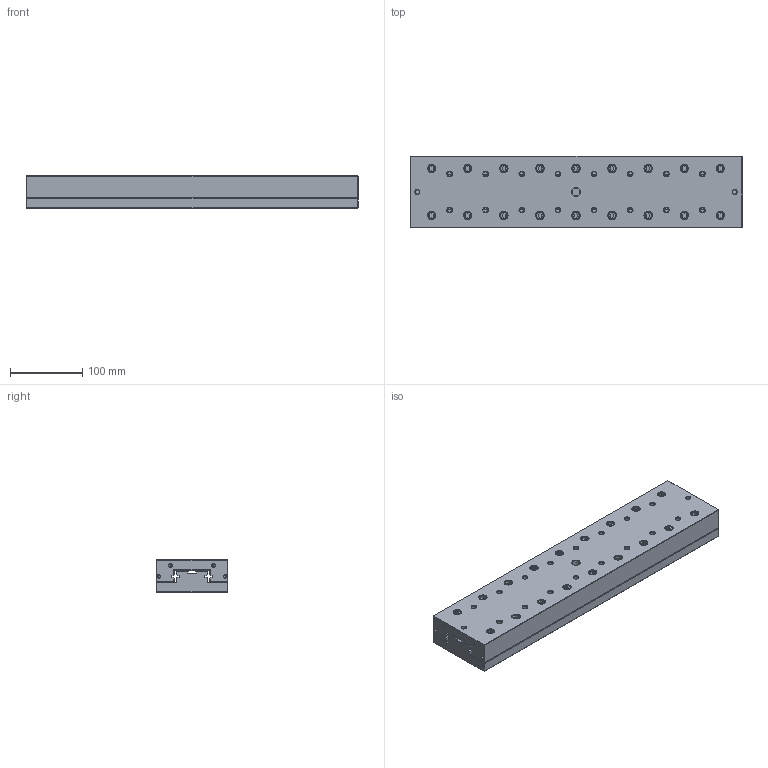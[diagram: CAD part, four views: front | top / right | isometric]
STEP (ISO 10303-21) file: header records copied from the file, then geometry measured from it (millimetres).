
FILE_DESCRIPTION(/* description */ (''),/* implementation_level */ '2;1');
FILE_NAME(/* name */ 'RT-6450_A.stp',/* time_stamp */ '2012-06-06T13:10:13+02:00',/* author */ (''),/* organization */ (''),/* preprocessor_version */ 'ST-DEVELOPER v11',/* originating_system */ 'SIEMENS PLM Software NX 7.5',/* authorisation */ '');
FILE_SCHEMA (('AUTOMOTIVE_DESIGN { 1 0 10303 214 1 1 1 1 }'));
Length unit declared in the file: millimetre
Products named in the file (1): 015399_A
Bounding box: 460 x 99.5 x 45 mm (x, y, z)
Volume: 1930474.5 mm3; surface area: 299178.1 mm2
Topology: 2 solids, 2 shells, 949 faces, 2199 edges, 1390 vertices
Faces by surface type: plane 644, cone 147, cylinder 132, extrusion 26
Full cylindrical faces by diameter (mm): 4 x8, 6 x27, 6.8 x10, 10 x36, 11 x45
Entity records: 25803 total; most frequent: CARTESIAN_POINT 5460, DIRECTION 3976, ORIENTED_EDGE 3758, EDGE_CURVE 1879, EDGE_LOOP 1408, VERTEX_POINT 1347, AXIS2_PLACEMENT_3D 1343, VECTOR 1290
